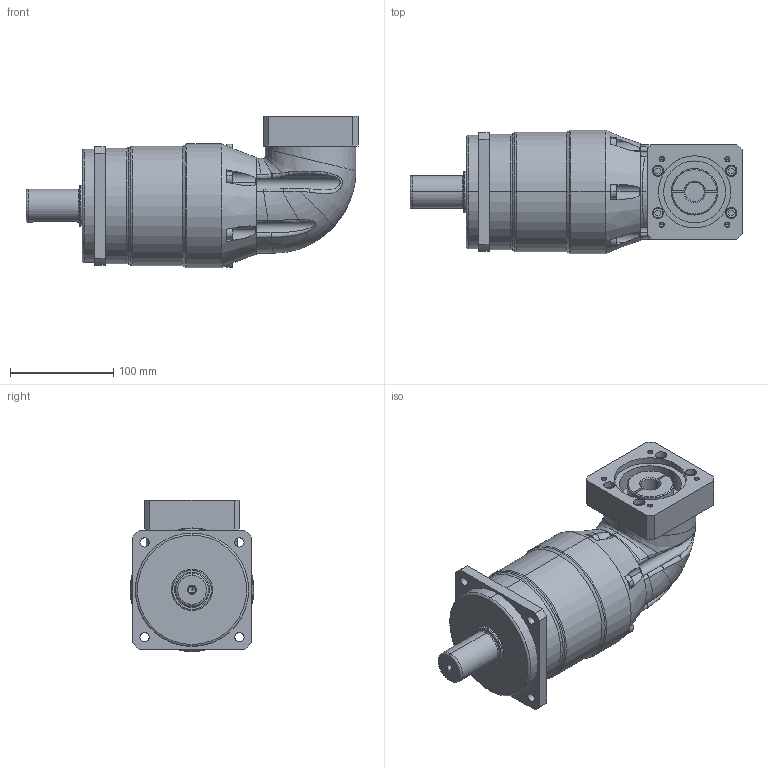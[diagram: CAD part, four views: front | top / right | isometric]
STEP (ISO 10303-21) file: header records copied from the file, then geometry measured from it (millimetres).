
FILE_DESCRIPTION((''),'2;1');
FILE_NAME('EVB115-L3-S2','2022-06-14T11:10:42',('Administrator'),(''),'CREO PARAMETRIC BY PTC INC, 2019010','CREO PARAMETRIC BY PTC INC, 2019010','');
FILE_SCHEMA(('CONFIG_CONTROL_DESIGN'));
Length unit declared in the file: millimetre
Products named in the file (1): EVB115-L3-S2
Bounding box: 322 x 120 x 146.8 mm (x, y, z)
Volume: 2539948.1 mm3; surface area: 154901.6 mm2
Topology: 1 solids, 1 shells, 353 faces, 864 edges, 539 vertices
Faces by surface type: plane 148, cylinder 97, bspline 44, torus 34, cone 30
Entity records: 15327 total; most frequent: CARTESIAN_POINT 7167, ORIENTED_EDGE 1708, DIRECTION 1645, EDGE_CURVE 854, AXIS2_PLACEMENT_3D 631, VERTEX_POINT 539, EDGE_LOOP 397, VECTOR 383
